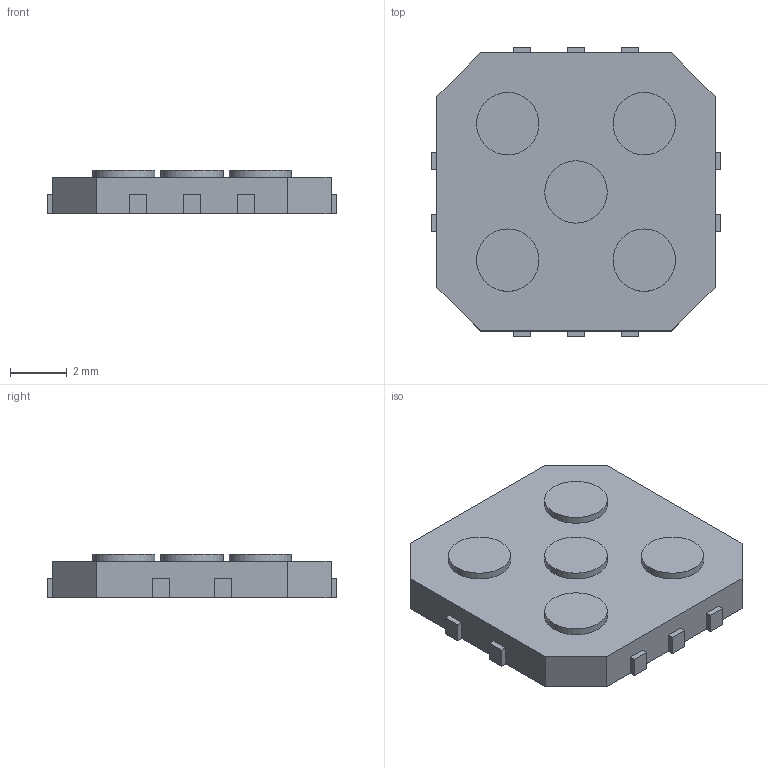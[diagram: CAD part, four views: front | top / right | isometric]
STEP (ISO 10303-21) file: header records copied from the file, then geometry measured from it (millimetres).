
FILE_DESCRIPTION(/* description */ (''),/* implementation_level */ '2;1');
FILE_NAME(/* name */ 'JS1300AQ v2.step',/* time_stamp */ '2022-07-01T14:33:11-07:00',/* author */ (''),/* organization */ (''),/* preprocessor_version */ 'ST-DEVELOPER v19',/* originating_system */ 'Autodesk Translation Framework v11.7.0.108',/* authorisation */ '');
FILE_SCHEMA (('AUTOMOTIVE_DESIGN { 1 0 10303 214 3 1 1 }'));
Length unit declared in the file: millimetre
Products named in the file (1): JS1300AQ
Bounding box: 10.2 x 10.2 x 1.55 mm (x, y, z)
Volume: 124.4 mm3; surface area: 289.3 mm2
Topology: 16 solids, 16 shells, 85 faces, 159 edges, 106 vertices
Faces by surface type: plane 80, cylinder 5
Full cylindrical faces by diameter (mm): 2.2 x5
Entity records: 2122 total; most frequent: CARTESIAN_POINT 351, DIRECTION 341, ORIENTED_EDGE 318, EDGE_CURVE 159, LINE 149, VECTOR 149, VERTEX_POINT 106, AXIS2_PLACEMENT_3D 96
